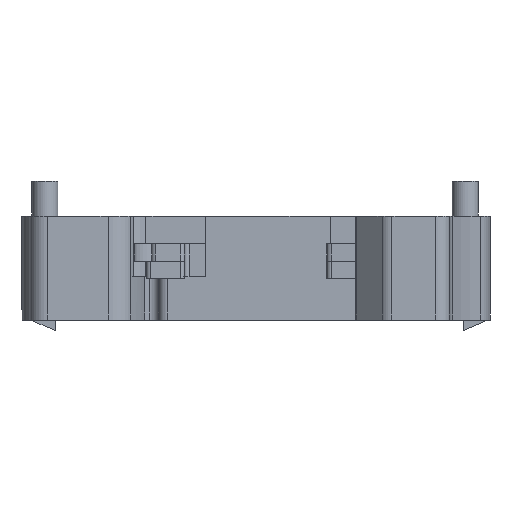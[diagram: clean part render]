
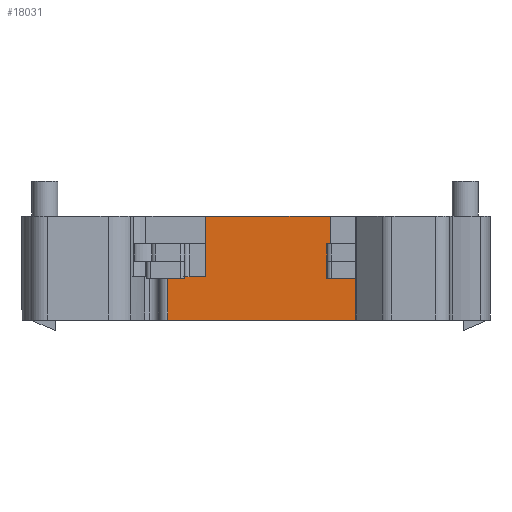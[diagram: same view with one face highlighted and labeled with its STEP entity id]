
A CAD part, front view. The second image highlights one B-rep face of the part: STEP entity #18031.
In plain terms, the highlighted planar face has unit normal (0, -1, 0).
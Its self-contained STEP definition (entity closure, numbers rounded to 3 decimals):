
#38 = CARTESIAN_POINT ( 'NONE',  ( -2.869, -11.759, 3. ) ) ;
#268 = CARTESIAN_POINT ( 'NONE',  ( -5.054, -11.759, -3. ) ) ;
#615 = ORIENTED_EDGE ( 'NONE', *, *, #16002, .T. ) ;
#1027 = DIRECTION ( 'NONE',  ( 1., 0., 0. ) ) ;
#1471 = CARTESIAN_POINT ( 'NONE',  ( 0., -11.759, 3. ) ) ;
#1591 = VECTOR ( 'NONE', #12560, 1000. ) ;
#1717 = CARTESIAN_POINT ( 'NONE',  ( -5.054, -11.759, -0.5 ) ) ;
#1879 = EDGE_CURVE ( 'NONE', #6316, #14065, #12416, .T. ) ;
#2656 = EDGE_CURVE ( 'NONE', #4979, #7464, #18075, .T. ) ;
#3276 = DIRECTION ( 'NONE',  ( -1., 0., 0. ) ) ;
#3549 = CARTESIAN_POINT ( 'NONE',  ( 0., -11.759, -0.5 ) ) ;
#4070 = DIRECTION ( 'NONE',  ( 0., 0., -1. ) ) ;
#4583 = CARTESIAN_POINT ( 'NONE',  ( 0., -11.759, -3. ) ) ;
#4979 = VERTEX_POINT ( 'NONE', #8416 ) ;
#5025 = VECTOR ( 'NONE', #1027, 1000. ) ;
#5323 = VECTOR ( 'NONE', #8181, 1000. ) ;
#5690 = ORIENTED_EDGE ( 'NONE', *, *, #19135, .F. ) ;
#5770 = VERTEX_POINT ( 'NONE', #12327 ) ;
#6024 = VECTOR ( 'NONE', #6931, 1000. ) ;
#6316 = VERTEX_POINT ( 'NONE', #1717 ) ;
#6385 = ORIENTED_EDGE ( 'NONE', *, *, #2656, .T. ) ;
#6931 = DIRECTION ( 'NONE',  ( 0., 0., 1. ) ) ;
#6971 = EDGE_CURVE ( 'NONE', #7464, #9966, #15788, .T. ) ;
#7132 = CARTESIAN_POINT ( 'NONE',  ( 4.338, -11.759, 3. ) ) ;
#7325 = ORIENTED_EDGE ( 'NONE', *, *, #11284, .T. ) ;
#7464 = VERTEX_POINT ( 'NONE', #12833 ) ;
#7573 = VERTEX_POINT ( 'NONE', #38 ) ;
#8123 = VECTOR ( 'NONE', #4070, 1000. ) ;
#8181 = DIRECTION ( 'NONE',  ( 1., 0., 0. ) ) ;
#8339 = VECTOR ( 'NONE', #18319, 1000. ) ;
#8354 = ORIENTED_EDGE ( 'NONE', *, *, #10240, .F. ) ;
#8381 = ORIENTED_EDGE ( 'NONE', *, *, #6971, .T. ) ;
#8416 = CARTESIAN_POINT ( 'NONE',  ( 6.383, -11.759, -0.5 ) ) ;
#9394 = FACE_OUTER_BOUND ( 'NONE', #16057, .T. ) ;
#9966 = VERTEX_POINT ( 'NONE', #7132 ) ;
#10240 = EDGE_CURVE ( 'NONE', #7573, #9966, #10772, .T. ) ;
#10477 = EDGE_CURVE ( 'NONE', #11870, #6316, #15647, .T. ) ;
#10772 = LINE ( 'NONE', #19192, #5323 ) ;
#11284 = EDGE_CURVE ( 'NONE', #7573, #11870, #15960, .T. ) ;
#11870 = VERTEX_POINT ( 'NONE', #17028 ) ;
#12016 = AXIS2_PLACEMENT_3D ( 'NONE', #1471, #14262, #3276 ) ;
#12327 = CARTESIAN_POINT ( 'NONE',  ( 6.383, -11.759, -3. ) ) ;
#12416 = LINE ( 'NONE', #16934, #8123 ) ;
#12560 = DIRECTION ( 'NONE',  ( -1., 0., 0. ) ) ;
#12833 = CARTESIAN_POINT ( 'NONE',  ( 4.338, -11.759, -0.5 ) ) ;
#14065 = VERTEX_POINT ( 'NONE', #268 ) ;
#14262 = DIRECTION ( 'NONE',  ( 0., 1., 0. ) ) ;
#14576 = ORIENTED_EDGE ( 'NONE', *, *, #10477, .T. ) ;
#14773 = LINE ( 'NONE', #4583, #5025 ) ;
#15392 = VECTOR ( 'NONE', #22326, 1000. ) ;
#15647 = LINE ( 'NONE', #23515, #1591 ) ;
#15788 = LINE ( 'NONE', #19787, #6024 ) ;
#15960 = LINE ( 'NONE', #20484, #15392 ) ;
#16002 = EDGE_CURVE ( 'NONE', #14065, #5770, #14773, .T. ) ;
#16057 = EDGE_LOOP ( 'NONE', ( #6385, #8381, #8354, #7325, #14576, #23653, #615, #5690 ) ) ;
#16154 = VECTOR ( 'NONE', #16652, 1000. ) ;
#16571 = CARTESIAN_POINT ( 'NONE',  ( 6.383, -11.759, 3. ) ) ;
#16652 = DIRECTION ( 'NONE',  ( 0., 0., -1. ) ) ;
#16934 = CARTESIAN_POINT ( 'NONE',  ( -5.054, -11.759, 3. ) ) ;
#17028 = CARTESIAN_POINT ( 'NONE',  ( -2.869, -11.759, -0.5 ) ) ;
#17891 = PLANE ( 'NONE',  #12016 ) ;
#18031 = ADVANCED_FACE ( 'NONE', ( #9394 ), #17891, .F. ) ;
#18075 = LINE ( 'NONE', #3549, #8339 ) ;
#18319 = DIRECTION ( 'NONE',  ( -1., 0., 0. ) ) ;
#19135 = EDGE_CURVE ( 'NONE', #4979, #5770, #22178, .T. ) ;
#19192 = CARTESIAN_POINT ( 'NONE',  ( 0., -11.759, 3. ) ) ;
#19787 = CARTESIAN_POINT ( 'NONE',  ( 4.338, -11.759, 3. ) ) ;
#20484 = CARTESIAN_POINT ( 'NONE',  ( -2.869, -11.759, 3. ) ) ;
#22178 = LINE ( 'NONE', #16571, #16154 ) ;
#22326 = DIRECTION ( 'NONE',  ( 0., 0., -1. ) ) ;
#23515 = CARTESIAN_POINT ( 'NONE',  ( 0., -11.759, -0.5 ) ) ;
#23653 = ORIENTED_EDGE ( 'NONE', *, *, #1879, .T. ) ;
